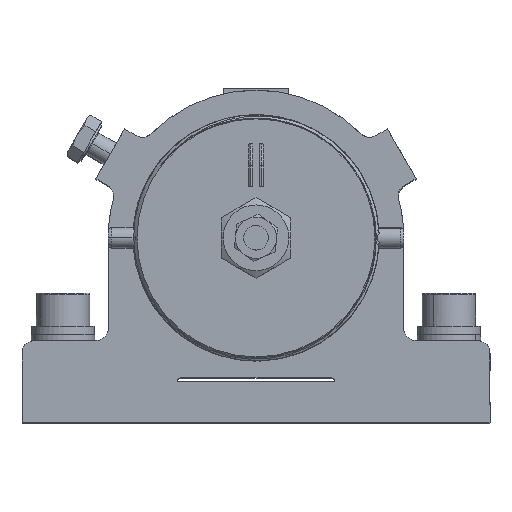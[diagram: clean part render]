
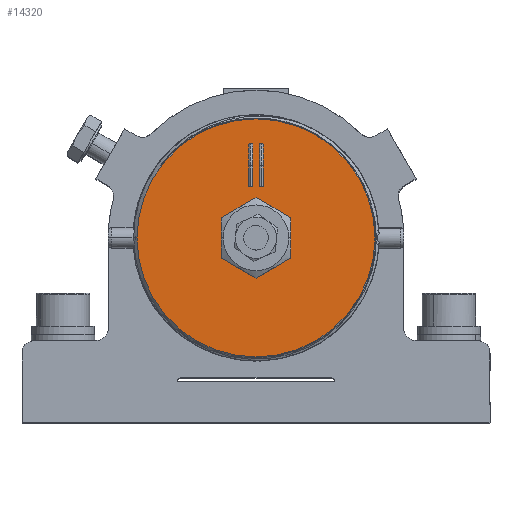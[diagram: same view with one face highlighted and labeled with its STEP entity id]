
A CAD part, top view. The second image highlights one B-rep face of the part: STEP entity #14320.
In plain terms, the highlighted planar face has unit normal (0, 0, 1).
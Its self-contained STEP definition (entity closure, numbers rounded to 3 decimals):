
#782 = EDGE_CURVE ( 'NONE', #37484, #6265, #25463, .T. ) ;
#1823 = AXIS2_PLACEMENT_3D ( 'NONE', #30194, #7390, #38890 ) ;
#2021 = FACE_BOUND ( 'NONE', #23334, .T. ) ;
#2024 = AXIS2_PLACEMENT_3D ( 'NONE', #7546, #34259, #25849 ) ;
#2451 = CARTESIAN_POINT ( 'NONE',  ( 1.75, 22.5, 68.7 ) ) ;
#2568 = ORIENTED_EDGE ( 'NONE', *, *, #17562, .T. ) ;
#2596 = PLANE ( 'NONE',  #3960 ) ;
#2649 = EDGE_CURVE ( 'NONE', #50573, #3661, #56827, .T. ) ;
#2812 = VECTOR ( 'NONE', #27618, 1000. ) ;
#3627 = CARTESIAN_POINT ( 'NONE',  ( 0.75, 22.5, 68.7 ) ) ;
#3661 = VERTEX_POINT ( 'NONE', #23146 ) ;
#3960 = AXIS2_PLACEMENT_3D ( 'NONE', #11315, #29614, #39190 ) ;
#5098 = ORIENTED_EDGE ( 'NONE', *, *, #6350, .T. ) ;
#6265 = VERTEX_POINT ( 'NONE', #58153 ) ;
#6350 = EDGE_CURVE ( 'NONE', #6265, #23157, #29349, .T. ) ;
#7227 = ORIENTED_EDGE ( 'NONE', *, *, #22364, .F. ) ;
#7390 = DIRECTION ( 'NONE',  ( 0., 0., 1. ) ) ;
#7470 = EDGE_CURVE ( 'NONE', #17049, #17118, #24831, .T. ) ;
#7546 = CARTESIAN_POINT ( 'NONE',  ( 1.25, 22.5, 68.7 ) ) ;
#8143 = DIRECTION ( 'NONE',  ( -1., 0., 0. ) ) ;
#8669 = EDGE_CURVE ( 'NONE', #3661, #50573, #36335, .T. ) ;
#9525 = ORIENTED_EDGE ( 'NONE', *, *, #43365, .T. ) ;
#10716 = ORIENTED_EDGE ( 'NONE', *, *, #15058, .F. ) ;
#11315 = CARTESIAN_POINT ( 'NONE',  ( 0., 22.5, 68.7 ) ) ;
#13912 = DIRECTION ( 'NONE',  ( -0.866, 0.5, 0. ) ) ;
#14320 = ADVANCED_FACE ( 'NONE', ( #43112, #2021, #38614, #29912 ), #2596, .F. ) ;
#15058 = EDGE_CURVE ( 'NONE', #19562, #41081, #32754, .T. ) ;
#15118 = VERTEX_POINT ( 'NONE', #39424 ) ;
#15174 = CARTESIAN_POINT ( 'NONE',  ( -1.25, 22.5, 68.7 ) ) ;
#17049 = VERTEX_POINT ( 'NONE', #3627 ) ;
#17118 = VERTEX_POINT ( 'NONE', #2451 ) ;
#17562 = EDGE_CURVE ( 'NONE', #58251, #34232, #22524, .T. ) ;
#17816 = LINE ( 'NONE', #54973, #25789 ) ;
#19316 = CARTESIAN_POINT ( 'NONE',  ( 0., 0., 68.7 ) ) ;
#19562 = VERTEX_POINT ( 'NONE', #40217 ) ;
#19767 = DIRECTION ( 'NONE',  ( 0.866, 0.5, 0. ) ) ;
#20359 = CARTESIAN_POINT ( 'NONE',  ( -8.5, 4.907, 68.7 ) ) ;
#21666 = DIRECTION ( 'NONE',  ( 0., -1., 0. ) ) ;
#22364 = EDGE_CURVE ( 'NONE', #17118, #17049, #38417, .T. ) ;
#22524 = LINE ( 'NONE', #27924, #2812 ) ;
#22557 = ORIENTED_EDGE ( 'NONE', *, *, #8669, .T. ) ;
#23146 = CARTESIAN_POINT ( 'NONE',  ( -29., 0., 68.7 ) ) ;
#23157 = VERTEX_POINT ( 'NONE', #25121 ) ;
#23334 = EDGE_LOOP ( 'NONE', ( #2568, #9525, #32264, #5098, #43815, #43677 ) ) ;
#24831 = CIRCLE ( 'NONE', #1823, 0.5 ) ;
#25121 = CARTESIAN_POINT ( 'NONE',  ( 0., 9.815, 68.7 ) ) ;
#25463 = LINE ( 'NONE', #33293, #42421 ) ;
#25789 = VECTOR ( 'NONE', #13912, 1000. ) ;
#25849 = DIRECTION ( 'NONE',  ( -1., 0., 0. ) ) ;
#27003 = AXIS2_PLACEMENT_3D ( 'NONE', #15174, #33463, #51737 ) ;
#27618 = DIRECTION ( 'NONE',  ( -0.866, -0.5, 0. ) ) ;
#27924 = CARTESIAN_POINT ( 'NONE',  ( 8.5, -4.907, 68.7 ) ) ;
#27934 = CIRCLE ( 'NONE', #48037, 0.5 ) ;
#28669 = EDGE_CURVE ( 'NONE', #15118, #58251, #43573, .T. ) ;
#29349 = LINE ( 'NONE', #20359, #29579 ) ;
#29406 = LINE ( 'NONE', #39580, #43478 ) ;
#29579 = VECTOR ( 'NONE', #19767, 1000. ) ;
#29614 = DIRECTION ( 'NONE',  ( 0., 0., -1. ) ) ;
#29912 = FACE_BOUND ( 'NONE', #48802, .T. ) ;
#30194 = CARTESIAN_POINT ( 'NONE',  ( 1.25, 22.5, 68.7 ) ) ;
#30491 = CARTESIAN_POINT ( 'NONE',  ( -1.25, 22.5, 68.7 ) ) ;
#30914 = EDGE_LOOP ( 'NONE', ( #52641, #22557 ) ) ;
#32264 = ORIENTED_EDGE ( 'NONE', *, *, #782, .T. ) ;
#32452 = ORIENTED_EDGE ( 'NONE', *, *, #7470, .F. ) ;
#32754 = CIRCLE ( 'NONE', #27003, 0.5 ) ;
#33288 = CARTESIAN_POINT ( 'NONE',  ( 0., -9.815, 68.7 ) ) ;
#33293 = CARTESIAN_POINT ( 'NONE',  ( -8.5, -4.907, 68.7 ) ) ;
#33463 = DIRECTION ( 'NONE',  ( 0., 0., 1. ) ) ;
#34232 = VERTEX_POINT ( 'NONE', #33288 ) ;
#34259 = DIRECTION ( 'NONE',  ( 0., 0., 1. ) ) ;
#34380 = CARTESIAN_POINT ( 'NONE',  ( -0.75, 22.5, 68.7 ) ) ;
#36335 = CIRCLE ( 'NONE', #39193, 29. ) ;
#37484 = VERTEX_POINT ( 'NONE', #47292 ) ;
#37594 = DIRECTION ( 'NONE',  ( 0., 0., 1. ) ) ;
#37909 = VECTOR ( 'NONE', #21666, 1000. ) ;
#38417 = CIRCLE ( 'NONE', #2024, 0.5 ) ;
#38613 = DIRECTION ( 'NONE',  ( -1., 0., 0. ) ) ;
#38614 = FACE_BOUND ( 'NONE', #40223, .T. ) ;
#38890 = DIRECTION ( 'NONE',  ( -1., 0., 0. ) ) ;
#39190 = DIRECTION ( 'NONE',  ( 0., 1., 0. ) ) ;
#39193 = AXIS2_PLACEMENT_3D ( 'NONE', #52834, #48330, #8143 ) ;
#39424 = CARTESIAN_POINT ( 'NONE',  ( 8.5, 4.907, 68.7 ) ) ;
#39580 = CARTESIAN_POINT ( 'NONE',  ( 0., 9.815, 68.7 ) ) ;
#40217 = CARTESIAN_POINT ( 'NONE',  ( -1.75, 22.5, 68.7 ) ) ;
#40223 = EDGE_LOOP ( 'NONE', ( #32452, #7227 ) ) ;
#41081 = VERTEX_POINT ( 'NONE', #34380 ) ;
#42421 = VECTOR ( 'NONE', #52159, 1000. ) ;
#43112 = FACE_OUTER_BOUND ( 'NONE', #30914, .T. ) ;
#43365 = EDGE_CURVE ( 'NONE', #34232, #37484, #17816, .T. ) ;
#43478 = VECTOR ( 'NONE', #57850, 1000. ) ;
#43573 = LINE ( 'NONE', #52267, #37909 ) ;
#43677 = ORIENTED_EDGE ( 'NONE', *, *, #28669, .T. ) ;
#43815 = ORIENTED_EDGE ( 'NONE', *, *, #58554, .T. ) ;
#47292 = CARTESIAN_POINT ( 'NONE',  ( -8.5, -4.907, 68.7 ) ) ;
#47597 = CARTESIAN_POINT ( 'NONE',  ( 29., 0., 68.7 ) ) ;
#48037 = AXIS2_PLACEMENT_3D ( 'NONE', #30491, #57172, #38613 ) ;
#48330 = DIRECTION ( 'NONE',  ( 0., 0., 1. ) ) ;
#48802 = EDGE_LOOP ( 'NONE', ( #10716, #56138 ) ) ;
#50486 = DIRECTION ( 'NONE',  ( -1., 0., 0. ) ) ;
#50573 = VERTEX_POINT ( 'NONE', #47597 ) ;
#50741 = EDGE_CURVE ( 'NONE', #41081, #19562, #27934, .T. ) ;
#51097 = AXIS2_PLACEMENT_3D ( 'NONE', #19316, #37594, #50486 ) ;
#51737 = DIRECTION ( 'NONE',  ( -1., 0., 0. ) ) ;
#52159 = DIRECTION ( 'NONE',  ( 0., 1., 0. ) ) ;
#52267 = CARTESIAN_POINT ( 'NONE',  ( 8.5, 4.907, 68.7 ) ) ;
#52641 = ORIENTED_EDGE ( 'NONE', *, *, #2649, .T. ) ;
#52834 = CARTESIAN_POINT ( 'NONE',  ( 0., 0., 68.7 ) ) ;
#53356 = CARTESIAN_POINT ( 'NONE',  ( 8.5, -4.907, 68.7 ) ) ;
#54973 = CARTESIAN_POINT ( 'NONE',  ( 0., -9.815, 68.7 ) ) ;
#56138 = ORIENTED_EDGE ( 'NONE', *, *, #50741, .F. ) ;
#56827 = CIRCLE ( 'NONE', #51097, 29. ) ;
#57172 = DIRECTION ( 'NONE',  ( 0., 0., 1. ) ) ;
#57850 = DIRECTION ( 'NONE',  ( 0.866, -0.5, 0. ) ) ;
#58153 = CARTESIAN_POINT ( 'NONE',  ( -8.5, 4.907, 68.7 ) ) ;
#58251 = VERTEX_POINT ( 'NONE', #53356 ) ;
#58554 = EDGE_CURVE ( 'NONE', #23157, #15118, #29406, .T. ) ;
